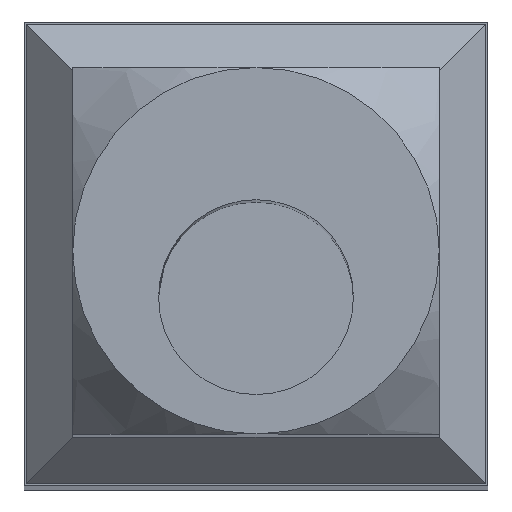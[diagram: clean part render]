
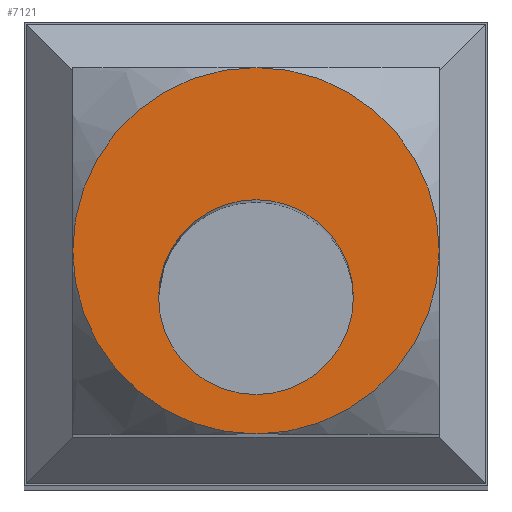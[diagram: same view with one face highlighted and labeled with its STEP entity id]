
A CAD part, top view. The second image highlights one B-rep face of the part: STEP entity #7121.
In plain terms, the highlighted planar face has unit normal (0, 0, 1).
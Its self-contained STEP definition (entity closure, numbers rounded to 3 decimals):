
#163 = FACE_OUTER_BOUND ( 'NONE', #1478, .T. ) ;
#335 = CIRCLE ( 'NONE', #7228, 3.95 ) ;
#656 = EDGE_LOOP ( 'NONE', ( #3553 ) ) ;
#975 = AXIS2_PLACEMENT_3D ( 'NONE', #7686, #1283, #8576 ) ;
#1283 = DIRECTION ( 'NONE',  ( 0., 0., -1. ) ) ;
#1378 = CARTESIAN_POINT ( 'NONE',  ( 0., -3.95, 65. ) ) ;
#1476 = VERTEX_POINT ( 'NONE', #1378 ) ;
#1478 = EDGE_LOOP ( 'NONE', ( #4697, #2270, #6654, #7853 ) ) ;
#1862 = CARTESIAN_POINT ( 'NONE',  ( 3.95, 0., 65. ) ) ;
#2140 = VERTEX_POINT ( 'NONE', #1862 ) ;
#2233 = CIRCLE ( 'NONE', #5264, 2.1 ) ;
#2270 = ORIENTED_EDGE ( 'NONE', *, *, #3589, .F. ) ;
#2383 = CIRCLE ( 'NONE', #4491, 3.95 ) ;
#2675 = AXIS2_PLACEMENT_3D ( 'NONE', #7917, #7958, #7104 ) ;
#2702 = DIRECTION ( 'NONE',  ( 0., 0., -1. ) ) ;
#2876 = VERTEX_POINT ( 'NONE', #7002 ) ;
#2894 = EDGE_CURVE ( 'NONE', #2140, #1476, #335, .T. ) ;
#3006 = PLANE ( 'NONE',  #2675 ) ;
#3242 = CARTESIAN_POINT ( 'NONE',  ( 0., 0., 65. ) ) ;
#3331 = CARTESIAN_POINT ( 'NONE',  ( 0., -1., 65. ) ) ;
#3348 = EDGE_CURVE ( 'NONE', #1476, #2876, #2383, .T. ) ;
#3553 = ORIENTED_EDGE ( 'NONE', *, *, #10057, .F. ) ;
#3589 = EDGE_CURVE ( 'NONE', #7964, #2140, #6167, .T. ) ;
#3843 = DIRECTION ( 'NONE',  ( 1., 0., 0. ) ) ;
#4491 = AXIS2_PLACEMENT_3D ( 'NONE', #5895, #2702, #9921 ) ;
#4697 = ORIENTED_EDGE ( 'NONE', *, *, #2894, .F. ) ;
#4774 = CIRCLE ( 'NONE', #975, 3.95 ) ;
#5018 = VERTEX_POINT ( 'NONE', #5274 ) ;
#5186 = CARTESIAN_POINT ( 'NONE',  ( 0., 3.95, 65. ) ) ;
#5264 = AXIS2_PLACEMENT_3D ( 'NONE', #3331, #9682, #7272 ) ;
#5274 = CARTESIAN_POINT ( 'NONE',  ( 2.1, -1., 65. ) ) ;
#5391 = AXIS2_PLACEMENT_3D ( 'NONE', #3242, #6577, #5808 ) ;
#5764 = FACE_BOUND ( 'NONE', #656, .T. ) ;
#5808 = DIRECTION ( 'NONE',  ( 1., 0., 0. ) ) ;
#5895 = CARTESIAN_POINT ( 'NONE',  ( 0., 0., 65. ) ) ;
#6167 = CIRCLE ( 'NONE', #5391, 3.95 ) ;
#6577 = DIRECTION ( 'NONE',  ( 0., 0., -1. ) ) ;
#6654 = ORIENTED_EDGE ( 'NONE', *, *, #9878, .F. ) ;
#7002 = CARTESIAN_POINT ( 'NONE',  ( -3.95, 0., 65. ) ) ;
#7104 = DIRECTION ( 'NONE',  ( 1., 0., 0. ) ) ;
#7121 = ADVANCED_FACE ( 'NONE', ( #5764, #163 ), #3006, .T. ) ;
#7228 = AXIS2_PLACEMENT_3D ( 'NONE', #7886, #7809, #3843 ) ;
#7272 = DIRECTION ( 'NONE',  ( 1., 0., 0. ) ) ;
#7686 = CARTESIAN_POINT ( 'NONE',  ( 0., 0., 65. ) ) ;
#7809 = DIRECTION ( 'NONE',  ( 0., 0., -1. ) ) ;
#7853 = ORIENTED_EDGE ( 'NONE', *, *, #3348, .F. ) ;
#7886 = CARTESIAN_POINT ( 'NONE',  ( 0., 0., 65. ) ) ;
#7917 = CARTESIAN_POINT ( 'NONE',  ( 0., 0., 65. ) ) ;
#7958 = DIRECTION ( 'NONE',  ( 0., 0., 1. ) ) ;
#7964 = VERTEX_POINT ( 'NONE', #5186 ) ;
#8576 = DIRECTION ( 'NONE',  ( -1., 0., 0. ) ) ;
#9682 = DIRECTION ( 'NONE',  ( 0., 0., 1. ) ) ;
#9878 = EDGE_CURVE ( 'NONE', #2876, #7964, #4774, .T. ) ;
#9921 = DIRECTION ( 'NONE',  ( 1., 0., 0. ) ) ;
#10057 = EDGE_CURVE ( 'NONE', #5018, #5018, #2233, .T. ) ;
